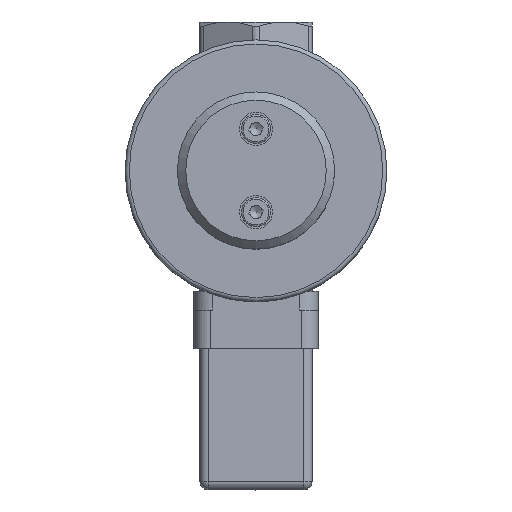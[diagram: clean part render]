
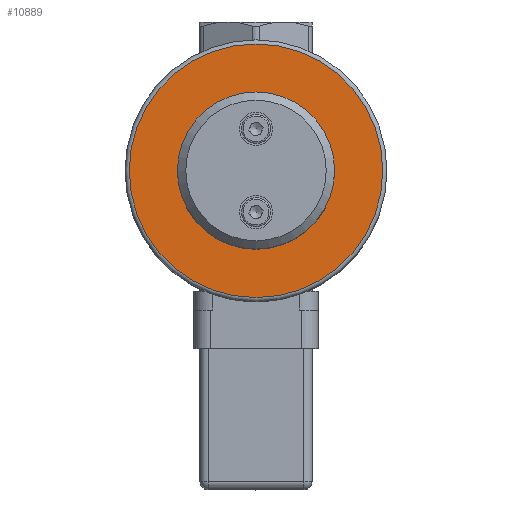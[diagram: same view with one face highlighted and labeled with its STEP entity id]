
A CAD part, top view. The second image highlights one B-rep face of the part: STEP entity #10889.
In plain terms, the highlighted planar face has unit normal (0, 0, 1).
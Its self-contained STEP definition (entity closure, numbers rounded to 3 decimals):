
#1364=FACE_BOUND('',#2337,.T.);
#1646=FACE_OUTER_BOUND('',#2336,.T.);
#2336=EDGE_LOOP('',(#8166));
#2337=EDGE_LOOP('',(#8167));
#4460=CIRCLE('',#11677,30.5);
#4461=CIRCLE('',#11678,18.9);
#5128=VERTEX_POINT('',#17102);
#5129=VERTEX_POINT('',#17104);
#6261=EDGE_CURVE('',#5128,#5128,#4460,.T.);
#6262=EDGE_CURVE('',#5129,#5129,#4461,.T.);
#8166=ORIENTED_EDGE('',*,*,#6261,.F.);
#8167=ORIENTED_EDGE('',*,*,#6262,.F.);
#10516=PLANE('',#11676);
#10889=ADVANCED_FACE('',(#1646,#1364),#10516,.T.);
#11676=AXIS2_PLACEMENT_3D('',#17101,#13424,#13425);
#11677=AXIS2_PLACEMENT_3D('',#17103,#13426,#13427);
#11678=AXIS2_PLACEMENT_3D('',#17105,#13428,#13429);
#13424=DIRECTION('center_axis',(0.,0.,
1.));
#13425=DIRECTION('ref_axis',(-1.,0.,0.));
#13426=DIRECTION('center_axis',(0.,0.,
-1.));
#13427=DIRECTION('ref_axis',(0.,-1.,0.));
#13428=DIRECTION('center_axis',(0.,0.,
1.));
#13429=DIRECTION('ref_axis',(1.,0.,0.));
#17101=CARTESIAN_POINT('Origin',(0.,-24.75,
130.9));
#17102=CARTESIAN_POINT('',(0.,-33.,130.9));
#17103=CARTESIAN_POINT('Origin',(0.,-2.5,
130.9));
#17104=CARTESIAN_POINT('',(18.9,-2.5,130.9));
#17105=CARTESIAN_POINT('Origin',(0.,-2.5,
130.9));
